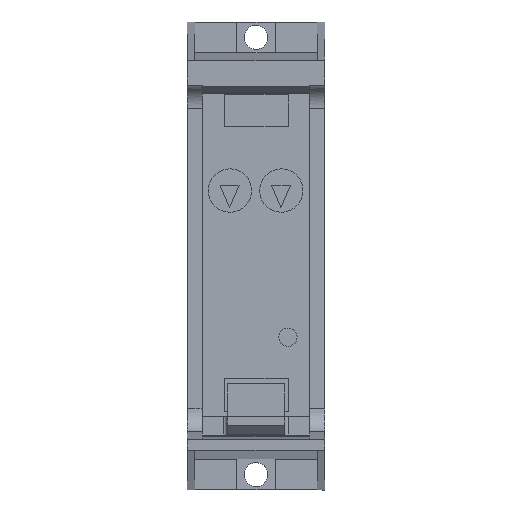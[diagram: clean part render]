
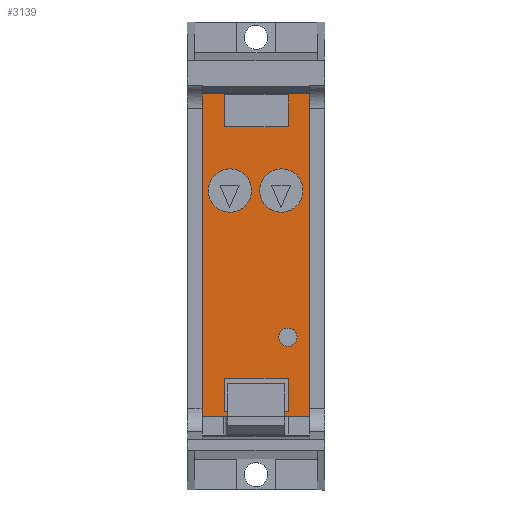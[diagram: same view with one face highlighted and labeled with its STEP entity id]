
A CAD part, top view. The second image highlights one B-rep face of the part: STEP entity #3139.
In plain terms, the highlighted planar face has unit normal (0, 0, 1).
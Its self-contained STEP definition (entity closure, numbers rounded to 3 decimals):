
#580=AXIS2_PLACEMENT_3D('Circle Axis2P3D',#578,#579,$) ;
#607=AXIS2_PLACEMENT_3D('Circle Axis2P3D',#605,#606,$) ;
#773=AXIS2_PLACEMENT_3D('Circle Axis2P3D',#771,#772,$) ;
#800=AXIS2_PLACEMENT_3D('Circle Axis2P3D',#798,#799,$) ;
#3108=AXIS2_PLACEMENT_3D('Plane Axis2P3D',#3105,#3106,#3107) ;
#37=CARTESIAN_POINT('Line Origine',(8.95,51.525,18.01)) ;
#41=CARTESIAN_POINT('Vertex',(15.939,51.525,18.01)) ;
#43=CARTESIAN_POINT('Vertex',(1.961,51.525,18.01)) ;
#85=CARTESIAN_POINT('Line Origine',(15.939,30.475,18.01)) ;
#89=CARTESIAN_POINT('Vertex',(15.939,9.425,18.01)) ;
#317=CARTESIAN_POINT('Vertex',(1.961,9.425,18.01)) ;
#320=CARTESIAN_POINT('Line Origine',(1.961,9.525,18.01)) ;
#324=CARTESIAN_POINT('Vertex',(1.961,9.625,18.01)) ;
#328=CARTESIAN_POINT('Control Point',(1.961,51.162,18.01)) ;
#329=CARTESIAN_POINT('Control Point',(1.961,42.855,18.01)) ;
#330=CARTESIAN_POINT('Control Point',(1.961,34.547,18.01)) ;
#331=CARTESIAN_POINT('Control Point',(1.961,26.24,18.01)) ;
#332=CARTESIAN_POINT('Control Point',(1.961,17.933,18.01)) ;
#333=CARTESIAN_POINT('Control Point',(1.961,9.625,18.01)) ;
#334=CARTESIAN_POINT('Vertex',(1.961,51.162,18.01)) ;
#337=CARTESIAN_POINT('Line Origine',(1.961,51.344,18.01)) ;
#376=CARTESIAN_POINT('Line Origine',(8.95,9.425,18.01)) ;
#426=CARTESIAN_POINT('Line Origine',(9.,47.175,18.01)) ;
#430=CARTESIAN_POINT('Vertex',(4.85,47.175,18.01)) ;
#432=CARTESIAN_POINT('Vertex',(13.15,47.175,18.01)) ;
#476=CARTESIAN_POINT('Control Point',(13.15,51.355,18.01)) ;
#477=CARTESIAN_POINT('Control Point',(13.15,51.331,18.01)) ;
#478=CARTESIAN_POINT('Vertex',(13.15,51.355,18.01)) ;
#480=CARTESIAN_POINT('Vertex',(13.15,51.331,18.01)) ;
#494=CARTESIAN_POINT('Line Origine',(13.15,49.253,18.01)) ;
#514=CARTESIAN_POINT('Line Origine',(9.,51.355,18.01)) ;
#518=CARTESIAN_POINT('Vertex',(4.85,51.355,18.01)) ;
#546=CARTESIAN_POINT('Line Origine',(4.85,49.265,18.01)) ;
#573=CARTESIAN_POINT('Vertex',(5.852,36.083,18.01)) ;
#578=CARTESIAN_POINT('Axis2P3D Location',(5.56,38.883,18.01)) ;
#582=CARTESIAN_POINT('Vertex',(5.268,41.683,18.01)) ;
#605=CARTESIAN_POINT('Axis2P3D Location',(5.56,38.883,18.01)) ;
#628=CARTESIAN_POINT('Line Origine',(9.,10.172,18.01)) ;
#632=CARTESIAN_POINT('Vertex',(4.85,10.172,18.01)) ;
#634=CARTESIAN_POINT('Vertex',(13.15,10.172,18.01)) ;
#684=CARTESIAN_POINT('Line Origine',(13.15,12.324,18.01)) ;
#688=CARTESIAN_POINT('Vertex',(13.15,14.475,18.01)) ;
#711=CARTESIAN_POINT('Line Origine',(9.,14.475,18.01)) ;
#715=CARTESIAN_POINT('Vertex',(4.85,14.475,18.01)) ;
#739=CARTESIAN_POINT('Line Origine',(4.85,12.324,18.01)) ;
#766=CARTESIAN_POINT('Vertex',(11.948,41.683,18.01)) ;
#771=CARTESIAN_POINT('Axis2P3D Location',(12.24,38.883,18.01)) ;
#775=CARTESIAN_POINT('Vertex',(12.532,36.083,18.01)) ;
#798=CARTESIAN_POINT('Axis2P3D Location',(12.24,38.883,18.01)) ;
#3105=CARTESIAN_POINT('Axis2P3D Location',(18.05,9.425,18.01)) ;
#38=DIRECTION('Vector Direction',(-1.,0.,0.)) ;
#86=DIRECTION('Vector Direction',(0.,1.,0.)) ;
#321=DIRECTION('Vector Direction',(0.,1.,0.)) ;
#338=DIRECTION('Vector Direction',(0.,1.,0.)) ;
#377=DIRECTION('Vector Direction',(-1.,0.,0.)) ;
#427=DIRECTION('Vector Direction',(1.,0.,0.)) ;
#495=DIRECTION('Vector Direction',(0.,-1.,0.)) ;
#515=DIRECTION('Vector Direction',(-1.,0.,0.)) ;
#547=DIRECTION('Vector Direction',(0.,-1.,0.)) ;
#579=DIRECTION('Axis2P3D Direction',(0.,0.,1.)) ;
#606=DIRECTION('Axis2P3D Direction',(0.,0.,1.)) ;
#629=DIRECTION('Vector Direction',(1.,0.,0.)) ;
#685=DIRECTION('Vector Direction',(0.,-1.,0.)) ;
#712=DIRECTION('Vector Direction',(1.,0.,0.)) ;
#740=DIRECTION('Vector Direction',(0.,-1.,0.)) ;
#772=DIRECTION('Axis2P3D Direction',(0.,0.,1.)) ;
#799=DIRECTION('Axis2P3D Direction',(0.,0.,1.)) ;
#3106=DIRECTION('Axis2P3D Direction',(0.,0.,-1.)) ;
#3107=DIRECTION('Axis2P3D XDirection',(0.,1.,0.)) ;
#39=VECTOR('Line Direction',#38,1.) ;
#87=VECTOR('Line Direction',#86,1.) ;
#322=VECTOR('Line Direction',#321,1.) ;
#339=VECTOR('Line Direction',#338,1.) ;
#378=VECTOR('Line Direction',#377,1.) ;
#428=VECTOR('Line Direction',#427,1.) ;
#496=VECTOR('Line Direction',#495,1.) ;
#516=VECTOR('Line Direction',#515,1.) ;
#548=VECTOR('Line Direction',#547,1.) ;
#630=VECTOR('Line Direction',#629,1.) ;
#686=VECTOR('Line Direction',#685,1.) ;
#713=VECTOR('Line Direction',#712,1.) ;
#741=VECTOR('Line Direction',#740,1.) ;
#3111=ORIENTED_EDGE('',*,*,#341,.F.) ;
#3112=ORIENTED_EDGE('',*,*,#336,.F.) ;
#3113=ORIENTED_EDGE('',*,*,#326,.F.) ;
#3114=ORIENTED_EDGE('',*,*,#380,.F.) ;
#3115=ORIENTED_EDGE('',*,*,#91,.T.) ;
#3116=ORIENTED_EDGE('',*,*,#45,.T.) ;
#3119=ORIENTED_EDGE('',*,*,#777,.F.) ;
#3120=ORIENTED_EDGE('',*,*,#802,.F.) ;
#3123=ORIENTED_EDGE('',*,*,#584,.F.) ;
#3124=ORIENTED_EDGE('',*,*,#609,.F.) ;
#3127=ORIENTED_EDGE('',*,*,#434,.F.) ;
#3128=ORIENTED_EDGE('',*,*,#550,.F.) ;
#3129=ORIENTED_EDGE('',*,*,#520,.F.) ;
#3130=ORIENTED_EDGE('',*,*,#482,.T.) ;
#3131=ORIENTED_EDGE('',*,*,#498,.T.) ;
#3134=ORIENTED_EDGE('',*,*,#743,.F.) ;
#3135=ORIENTED_EDGE('',*,*,#717,.T.) ;
#3136=ORIENTED_EDGE('',*,*,#690,.T.) ;
#3137=ORIENTED_EDGE('',*,*,#636,.F.) ;
#3121=FACE_BOUND('',#3118,.T.) ;
#3125=FACE_BOUND('',#3122,.T.) ;
#3132=FACE_BOUND('',#3126,.T.) ;
#3138=FACE_BOUND('',#3133,.T.) ;
#3139=ADVANCED_FACE('SOCKEL',(#3117,#3121,#3125,#3132,#3138),#3109,.F.) ;
#327=B_SPLINE_CURVE_WITH_KNOTS('',5,(#328,#329,#330,#331,#332,#333),.UNSPECIFIED.,.F.,.U.,(6,6),(0.363,41.9),.UNSPECIFIED.) ;
#475=B_SPLINE_CURVE_WITH_KNOTS('',1,(#476,#477),.UNSPECIFIED.,.F.,.U.,(2,2),(0.07,0.094),.UNSPECIFIED.) ;
#581=CIRCLE('generated circle',#580,2.815) ;
#608=CIRCLE('generated circle',#607,2.815) ;
#774=CIRCLE('generated circle',#773,2.815) ;
#801=CIRCLE('generated circle',#800,2.815) ;
#45=EDGE_CURVE('',#42,#44,#40,.T.) ;
#91=EDGE_CURVE('',#90,#42,#88,.T.) ;
#326=EDGE_CURVE('',#318,#325,#323,.T.) ;
#336=EDGE_CURVE('',#325,#335,#327,.F.) ;
#341=EDGE_CURVE('',#335,#44,#340,.T.) ;
#380=EDGE_CURVE('',#90,#318,#379,.T.) ;
#434=EDGE_CURVE('',#431,#433,#429,.T.) ;
#482=EDGE_CURVE('',#479,#481,#475,.T.) ;
#498=EDGE_CURVE('',#481,#433,#497,.T.) ;
#520=EDGE_CURVE('',#479,#519,#517,.T.) ;
#550=EDGE_CURVE('',#519,#431,#549,.T.) ;
#584=EDGE_CURVE('',#574,#583,#581,.T.) ;
#609=EDGE_CURVE('',#583,#574,#608,.T.) ;
#636=EDGE_CURVE('',#633,#635,#631,.T.) ;
#690=EDGE_CURVE('',#689,#635,#687,.T.) ;
#717=EDGE_CURVE('',#716,#689,#714,.T.) ;
#743=EDGE_CURVE('',#716,#633,#742,.T.) ;
#777=EDGE_CURVE('',#767,#776,#774,.T.) ;
#802=EDGE_CURVE('',#776,#767,#801,.T.) ;
#3110=EDGE_LOOP('',(#3111,#3112,#3113,#3114,#3115,#3116)) ;
#3118=EDGE_LOOP('',(#3119,#3120)) ;
#3122=EDGE_LOOP('',(#3123,#3124)) ;
#3126=EDGE_LOOP('',(#3127,#3128,#3129,#3130,#3131)) ;
#3133=EDGE_LOOP('',(#3134,#3135,#3136,#3137)) ;
#3117=FACE_OUTER_BOUND('',#3110,.T.) ;
#40=LINE('Line',#37,#39) ;
#88=LINE('Line',#85,#87) ;
#323=LINE('Line',#320,#322) ;
#340=LINE('Line',#337,#339) ;
#379=LINE('Line',#376,#378) ;
#429=LINE('Line',#426,#428) ;
#497=LINE('Line',#494,#496) ;
#517=LINE('Line',#514,#516) ;
#549=LINE('Line',#546,#548) ;
#631=LINE('Line',#628,#630) ;
#687=LINE('Line',#684,#686) ;
#714=LINE('Line',#711,#713) ;
#742=LINE('Line',#739,#741) ;
#3109=PLANE('',#3108) ;
#42=VERTEX_POINT('',#41) ;
#44=VERTEX_POINT('',#43) ;
#90=VERTEX_POINT('',#89) ;
#318=VERTEX_POINT('',#317) ;
#325=VERTEX_POINT('',#324) ;
#335=VERTEX_POINT('',#334) ;
#431=VERTEX_POINT('',#430) ;
#433=VERTEX_POINT('',#432) ;
#479=VERTEX_POINT('',#478) ;
#481=VERTEX_POINT('',#480) ;
#519=VERTEX_POINT('',#518) ;
#574=VERTEX_POINT('',#573) ;
#583=VERTEX_POINT('',#582) ;
#633=VERTEX_POINT('',#632) ;
#635=VERTEX_POINT('',#634) ;
#689=VERTEX_POINT('',#688) ;
#716=VERTEX_POINT('',#715) ;
#767=VERTEX_POINT('',#766) ;
#776=VERTEX_POINT('',#775) ;
